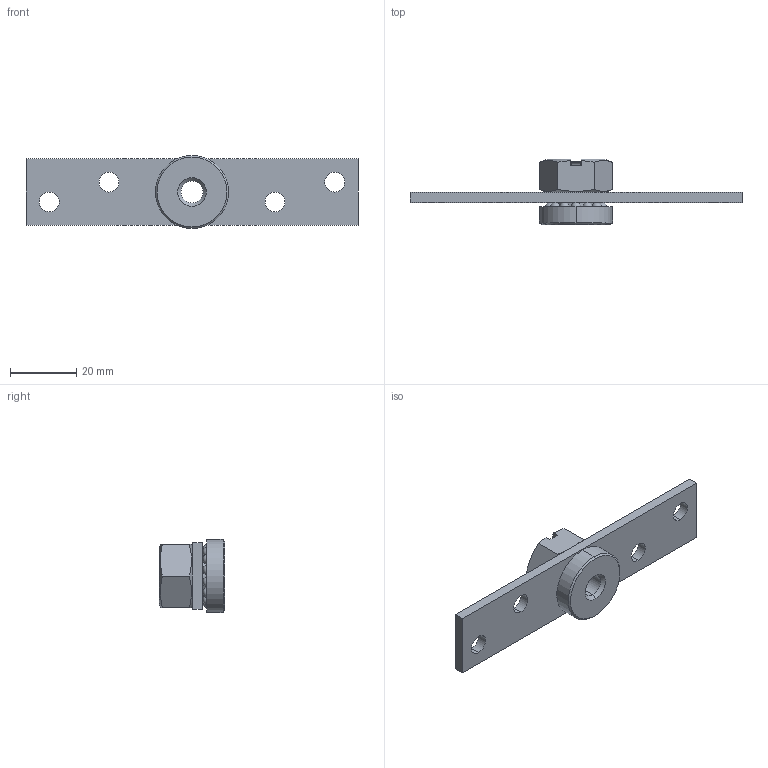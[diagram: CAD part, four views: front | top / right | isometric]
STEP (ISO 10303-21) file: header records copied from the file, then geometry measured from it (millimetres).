
FILE_DESCRIPTION (( 'STEP AP214' ), '1' );
FILE_NAME ('H_48-M8.STEP', '2021-11-15T10:44:46', ( '' ), ( '' ), 'SwSTEP 2.0', 'SolidWorks 2019', '' );
FILE_SCHEMA (( 'AUTOMOTIVE_DESIGN' ));
Length unit declared in the file: millimetre
Products named in the file (6): H-48-M8 P3; H_48-M8; DIN 934 M12 with groove; H-48-M8 P1; H-48-M8 P2
Assembly tree (18 placements, depth 3):
  H_48-M8
    H-48-M8 P3
      H-48-M8 P3  x14
    H-48-M8 P1
    H-48-M8 P2
    DIN 934 M12 with groove
Bounding box: 100 x 19.7 x 22 mm (x, y, z)
Volume: 10286 mm3; surface area: 8433.9 mm2
Topology: 17 solids, 17 shells, 116 faces, 331 edges, 222 vertices
Faces by surface type: plane 46, sphere 28, cylinder 24, cone 14, torus 2, bspline 2
Entity records: 3314 total; most frequent: CARTESIAN_POINT 769, DIRECTION 488, ORIENTED_EDGE 470, EDGE_CURVE 235, AXIS2_PLACEMENT_3D 191, VERTEX_POINT 154, LINE 106, VECTOR 106
